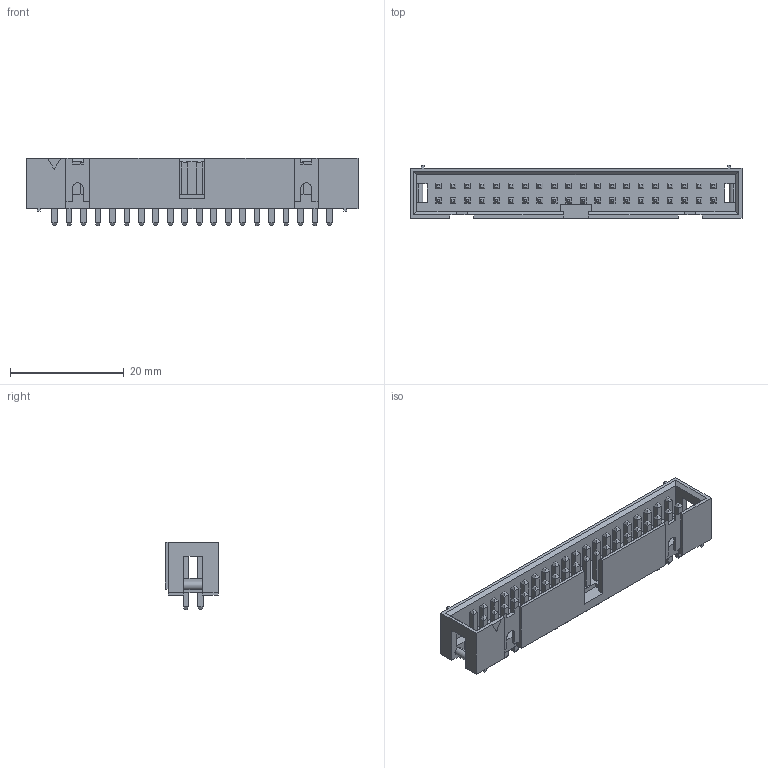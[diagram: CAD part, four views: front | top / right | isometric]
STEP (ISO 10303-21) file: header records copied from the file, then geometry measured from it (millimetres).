
FILE_DESCRIPTION (( 'STEP AP214' ), '1' );
FILE_NAME ('SW3dPS-HDB-40.STEP', '2009-10-29T01:18:28', ( 'sysAdmin' ), ( 'SolidWorks' ), 'SwSTEP 2.0', 'SolidWorks 2009', '' );
FILE_SCHEMA (( 'AUTOMOTIVE_DESIGN' ));
Length unit declared in the file: millimetre
Products named in the file (1): SW3dPS-HDB-40
Bounding box: 58.3 x 9.4 x 11.8 mm (x, y, z)
Volume: 2347.8 mm3; surface area: 4264 mm2
Topology: 1 solids, 1 shells, 818 faces, 1900 edges, 1156 vertices
Faces by surface type: plane 810, cylinder 8
Entity records: 30335 total; most frequent: CARTESIAN_POINT 3875, ORIENTED_EDGE 3800, DIRECTION 3554, EDGE_CURVE 1900, VECTOR 1884, LINE 1884, VERTEX_POINT 1156, EDGE_LOOP 902
